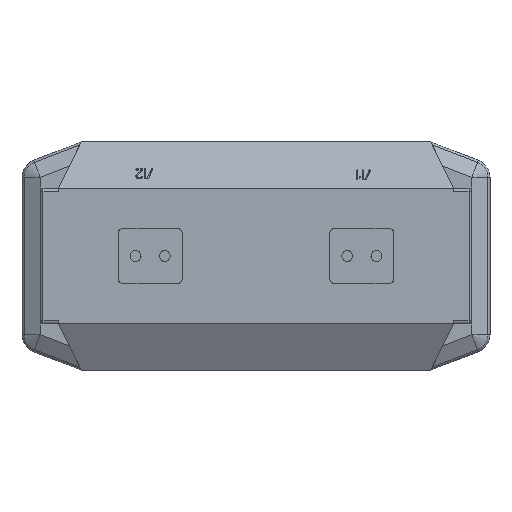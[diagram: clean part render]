
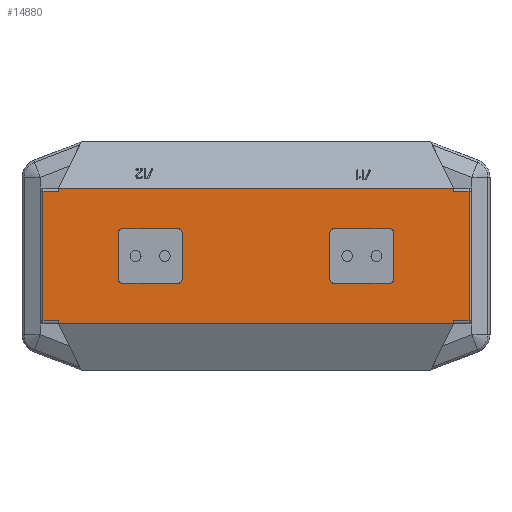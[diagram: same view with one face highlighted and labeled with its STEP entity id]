
A CAD part, front view. The second image highlights one B-rep face of the part: STEP entity #14880.
In plain terms, the highlighted planar face has unit normal (0, -1, 0).
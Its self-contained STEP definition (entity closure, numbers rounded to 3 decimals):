
#14880=ADVANCED_FACE('',(#33692,#33694,#33696),#33698,.T.);
#33692=FACE_BOUND('',#33693,.T.);
#33693=EDGE_LOOP('',(#49120,#49121,#49122,#49123,#49124,#49125,#49126,#49127,#49128,
#49129,#49130,#49131));
#33694=FACE_BOUND('',#33695,.T.);
#33695=EDGE_LOOP('',(#49132,#49133,#49134,#49135,#49136,#49137,#49138,#49139));
#33696=FACE_BOUND('',#33697,.T.);
#33697=EDGE_LOOP('',(#49140,#49141,#49142,#49143,#49144,#49145,#49146,#49147));
#33698=PLANE('',#33699);
#33699=AXIS2_PLACEMENT_3D('',#33700,#33701,#33702);
#33700=CARTESIAN_POINT('',(81.5,0.,-250.));
#33701=DIRECTION('',(0.,-1.,0.));
#33702=DIRECTION('',(0.,0.,1.));
#49120=ORIENTED_EDGE('',*,*,#58181,.T.);
#49121=ORIENTED_EDGE('',*,*,#58182,.T.);
#49122=ORIENTED_EDGE('',*,*,#58183,.T.);
#49123=ORIENTED_EDGE('',*,*,#58184,.F.);
#49124=ORIENTED_EDGE('',*,*,#54978,.T.);
#49125=ORIENTED_EDGE('',*,*,#58185,.F.);
#49126=ORIENTED_EDGE('',*,*,#58186,.T.);
#49127=ORIENTED_EDGE('',*,*,#58187,.T.);
#49128=ORIENTED_EDGE('',*,*,#58188,.T.);
#49129=ORIENTED_EDGE('',*,*,#58189,.F.);
#49130=ORIENTED_EDGE('',*,*,#54869,.T.);
#49131=ORIENTED_EDGE('',*,*,#58180,.F.);
#49132=ORIENTED_EDGE('',*,*,#58190,.F.);
#49133=ORIENTED_EDGE('',*,*,#58191,.F.);
#49134=ORIENTED_EDGE('',*,*,#58192,.F.);
#49135=ORIENTED_EDGE('',*,*,#58193,.F.);
#49136=ORIENTED_EDGE('',*,*,#58194,.F.);
#49137=ORIENTED_EDGE('',*,*,#58195,.F.);
#49138=ORIENTED_EDGE('',*,*,#58196,.F.);
#49139=ORIENTED_EDGE('',*,*,#58197,.F.);
#49140=ORIENTED_EDGE('',*,*,#58198,.F.);
#49141=ORIENTED_EDGE('',*,*,#58199,.F.);
#49142=ORIENTED_EDGE('',*,*,#58200,.F.);
#49143=ORIENTED_EDGE('',*,*,#58201,.F.);
#49144=ORIENTED_EDGE('',*,*,#58202,.F.);
#49145=ORIENTED_EDGE('',*,*,#58203,.F.);
#49146=ORIENTED_EDGE('',*,*,#58204,.F.);
#49147=ORIENTED_EDGE('',*,*,#58205,.F.);
#54869=EDGE_CURVE('',#62543,#62540,#62544,.F.);
#54978=EDGE_CURVE('',#62727,#62724,#62728,.F.);
#58180=EDGE_CURVE('',#67662,#62540,#67664,.T.);
#58181=EDGE_CURVE('',#67662,#67665,#67666,.F.);
#58182=EDGE_CURVE('',#67665,#67667,#67668,.F.);
#58183=EDGE_CURVE('',#67667,#67669,#67670,.F.);
#58184=EDGE_CURVE('',#62727,#67669,#67671,.F.);
#58185=EDGE_CURVE('',#67672,#62724,#67673,.T.);
#58186=EDGE_CURVE('',#67672,#67674,#67675,.F.);
#58187=EDGE_CURVE('',#67674,#67676,#67677,.F.);
#58188=EDGE_CURVE('',#67676,#67678,#67679,.F.);
#58189=EDGE_CURVE('',#62543,#67678,#67680,.F.);
#58190=EDGE_CURVE('',#67681,#67682,#67683,.T.);
#58191=EDGE_CURVE('',#67684,#67681,#67685,.T.);
#58192=EDGE_CURVE('',#67686,#67684,#67687,.T.);
#58193=EDGE_CURVE('',#67688,#67686,#67689,.T.);
#58194=EDGE_CURVE('',#67690,#67688,#67691,.T.);
#58195=EDGE_CURVE('',#67692,#67690,#67693,.T.);
#58196=EDGE_CURVE('',#67694,#67692,#67695,.T.);
#58197=EDGE_CURVE('',#67682,#67694,#67696,.T.);
#58198=EDGE_CURVE('',#67697,#67698,#67699,.T.);
#58199=EDGE_CURVE('',#67700,#67697,#67701,.T.);
#58200=EDGE_CURVE('',#67702,#67700,#67703,.T.);
#58201=EDGE_CURVE('',#67704,#67702,#67705,.T.);
#58202=EDGE_CURVE('',#67706,#67704,#67707,.T.);
#58203=EDGE_CURVE('',#67708,#67706,#67709,.T.);
#58204=EDGE_CURVE('',#67710,#67708,#67711,.T.);
#58205=EDGE_CURVE('',#67698,#67710,#67712,.T.);
#62540=VERTEX_POINT('',#77314);
#62543=VERTEX_POINT('',#77321);
#62544=LINE('',#77322,#77323);
#62724=VERTEX_POINT('',#77805);
#62727=VERTEX_POINT('',#77812);
#62728=LINE('',#77813,#77814);
#67662=VERTEX_POINT('',#90354);
#67664=LINE('',#90359,#90360);
#67665=VERTEX_POINT('',#90362);
#67666=LINE('',#90363,#90364);
#67667=VERTEX_POINT('',#90366);
#67668=LINE('',#90367,#90368);
#67669=VERTEX_POINT('',#90370);
#67670=LINE('',#90371,#90372);
#67671=LINE('',#90374,#90375);
#67672=VERTEX_POINT('',#90377);
#67673=LINE('',#90378,#90379);
#67674=VERTEX_POINT('',#90381);
#67675=LINE('',#90382,#90383);
#67676=VERTEX_POINT('',#90385);
#67677=LINE('',#90386,#90387);
#67678=VERTEX_POINT('',#90389);
#67679=LINE('',#90390,#90391);
#67680=LINE('',#90393,#90394);
#67681=VERTEX_POINT('',#90396);
#67682=VERTEX_POINT('',#90397);
#67683=CIRCLE('',#90398,5.);
#67684=VERTEX_POINT('',#90402);
#67685=LINE('',#90403,#90404);
#67686=VERTEX_POINT('',#90406);
#67687=CIRCLE('',#90407,5.);
#67688=VERTEX_POINT('',#90411);
#67689=LINE('',#90412,#90413);
#67690=VERTEX_POINT('',#90415);
#67691=CIRCLE('',#90416,5.);
#67692=VERTEX_POINT('',#90420);
#67693=LINE('',#90421,#90422);
#67694=VERTEX_POINT('',#90424);
#67695=CIRCLE('',#90425,5.);
#67696=LINE('',#90429,#90430);
#67697=VERTEX_POINT('',#90432);
#67698=VERTEX_POINT('',#90433);
#67699=LINE('',#90434,#90435);
#67700=VERTEX_POINT('',#90437);
#67701=CIRCLE('',#90438,5.);
#67702=VERTEX_POINT('',#90442);
#67703=LINE('',#90443,#90444);
#67704=VERTEX_POINT('',#90446);
#67705=CIRCLE('',#90447,5.);
#67706=VERTEX_POINT('',#90451);
#67707=LINE('',#90452,#90453);
#67708=VERTEX_POINT('',#90455);
#67709=CIRCLE('',#90456,5.);
#67710=VERTEX_POINT('',#90460);
#67711=LINE('',#90461,#90462);
#67712=CIRCLE('',#90464,5.);
#77314=CARTESIAN_POINT('',(41.5,0.,-199.));
#77321=CARTESIAN_POINT('',(-391.5,0.,-199.));
#77322=CARTESIAN_POINT('',(41.5,0.,-199.));
#77323=VECTOR('',#77324,1.);
#77324=DIRECTION('',(-1.,0.,0.));
#77805=CARTESIAN_POINT('',(-391.5,0.,-51.));
#77812=CARTESIAN_POINT('',(41.5,0.,-51.));
#77813=CARTESIAN_POINT('',(-391.5,0.,-51.));
#77814=VECTOR('',#77815,1.);
#77815=DIRECTION('',(1.,0.,0.));
#90354=CARTESIAN_POINT('',(41.5,0.,-196.));
#90359=CARTESIAN_POINT('',(41.5,0.,-196.));
#90360=VECTOR('',#90361,1.);
#90361=DIRECTION('',(0.,0.,-1.));
#90362=CARTESIAN_POINT('',(58.5,0.,-196.));
#90363=CARTESIAN_POINT('',(58.5,0.,-196.));
#90364=VECTOR('',#90365,1.);
#90365=DIRECTION('',(-1.,0.,0.));
#90366=CARTESIAN_POINT('',(58.5,0.,-54.));
#90367=CARTESIAN_POINT('',(58.5,0.,-54.));
#90368=VECTOR('',#90369,1.);
#90369=DIRECTION('',(0.,0.,-1.));
#90370=CARTESIAN_POINT('',(41.5,0.,-54.));
#90371=CARTESIAN_POINT('',(41.5,0.,-54.));
#90372=VECTOR('',#90373,1.);
#90373=DIRECTION('',(1.,0.,0.));
#90374=CARTESIAN_POINT('',(41.5,0.,-54.));
#90375=VECTOR('',#90376,1.);
#90376=DIRECTION('',(0.,0.,1.));
#90377=CARTESIAN_POINT('',(-391.5,0.,-54.));
#90378=CARTESIAN_POINT('',(-391.5,0.,-54.));
#90379=VECTOR('',#90380,1.);
#90380=DIRECTION('',(0.,0.,1.));
#90381=CARTESIAN_POINT('',(-408.5,0.,-54.));
#90382=CARTESIAN_POINT('',(-408.5,0.,-54.));
#90383=VECTOR('',#90384,1.);
#90384=DIRECTION('',(1.,0.,0.));
#90385=CARTESIAN_POINT('',(-408.5,0.,-196.));
#90386=CARTESIAN_POINT('',(-408.5,0.,-196.));
#90387=VECTOR('',#90388,1.);
#90388=DIRECTION('',(0.,0.,1.));
#90389=CARTESIAN_POINT('',(-391.5,0.,-196.));
#90390=CARTESIAN_POINT('',(-391.5,0.,-196.));
#90391=VECTOR('',#90392,1.);
#90392=DIRECTION('',(-1.,0.,0.));
#90393=CARTESIAN_POINT('',(-391.5,0.,-196.));
#90394=VECTOR('',#90395,1.);
#90395=DIRECTION('',(0.,0.,-1.));
#90396=CARTESIAN_POINT('',(-89.,0.,-95.));
#90397=CARTESIAN_POINT('',(-94.,0.,-100.));
#90398=AXIS2_PLACEMENT_3D('',#90399,#90400,#90401);
#90399=CARTESIAN_POINT('',(-89.,0.,-100.));
#90400=DIRECTION('',(0.,-1.,0.));
#90401=DIRECTION('',(0.,0.,1.));
#90402=CARTESIAN_POINT('',(-29.,0.,-95.));
#90403=CARTESIAN_POINT('',(-29.,0.,-95.));
#90404=VECTOR('',#90405,1.);
#90405=DIRECTION('',(-1.,0.,0.));
#90406=CARTESIAN_POINT('',(-24.,0.,-100.));
#90407=AXIS2_PLACEMENT_3D('',#90408,#90409,#90410);
#90408=CARTESIAN_POINT('',(-29.,0.,-100.));
#90409=DIRECTION('',(0.,-1.,0.));
#90410=DIRECTION('',(1.,0.,0.));
#90411=CARTESIAN_POINT('',(-24.,0.,-150.));
#90412=CARTESIAN_POINT('',(-24.,0.,-150.));
#90413=VECTOR('',#90414,1.);
#90414=DIRECTION('',(0.,0.,1.));
#90415=CARTESIAN_POINT('',(-29.,0.,-155.));
#90416=AXIS2_PLACEMENT_3D('',#90417,#90418,#90419);
#90417=CARTESIAN_POINT('',(-29.,0.,-150.));
#90418=DIRECTION('',(0.,-1.,-0.));
#90419=DIRECTION('',(0.,0.,-1.));
#90420=CARTESIAN_POINT('',(-89.,0.,-155.));
#90421=CARTESIAN_POINT('',(-89.,0.,-155.));
#90422=VECTOR('',#90423,1.);
#90423=DIRECTION('',(1.,0.,0.));
#90424=CARTESIAN_POINT('',(-94.,0.,-150.));
#90425=AXIS2_PLACEMENT_3D('',#90426,#90427,#90428);
#90426=CARTESIAN_POINT('',(-89.,0.,-150.));
#90427=DIRECTION('',(-0.,-1.,0.));
#90428=DIRECTION('',(-1.,0.,0.));
#90429=CARTESIAN_POINT('',(-94.,0.,-100.));
#90430=VECTOR('',#90431,1.);
#90431=DIRECTION('',(0.,0.,-1.));
#90432=CARTESIAN_POINT('',(-326.,0.,-100.));
#90433=CARTESIAN_POINT('',(-326.,0.,-150.));
#90434=CARTESIAN_POINT('',(-326.,0.,-100.));
#90435=VECTOR('',#90436,1.);
#90436=DIRECTION('',(0.,0.,-1.));
#90437=CARTESIAN_POINT('',(-321.,0.,-95.));
#90438=AXIS2_PLACEMENT_3D('',#90439,#90440,#90441);
#90439=CARTESIAN_POINT('',(-321.,0.,-100.));
#90440=DIRECTION('',(0.,-1.,0.));
#90441=DIRECTION('',(0.,0.,1.));
#90442=CARTESIAN_POINT('',(-261.,0.,-95.));
#90443=CARTESIAN_POINT('',(-261.,0.,-95.));
#90444=VECTOR('',#90445,1.);
#90445=DIRECTION('',(-1.,0.,0.));
#90446=CARTESIAN_POINT('',(-256.,0.,-100.));
#90447=AXIS2_PLACEMENT_3D('',#90448,#90449,#90450);
#90448=CARTESIAN_POINT('',(-261.,0.,-100.));
#90449=DIRECTION('',(0.,-1.,0.));
#90450=DIRECTION('',(1.,0.,0.));
#90451=CARTESIAN_POINT('',(-256.,0.,-150.));
#90452=CARTESIAN_POINT('',(-256.,0.,-150.));
#90453=VECTOR('',#90454,1.);
#90454=DIRECTION('',(0.,0.,1.));
#90455=CARTESIAN_POINT('',(-261.,0.,-155.));
#90456=AXIS2_PLACEMENT_3D('',#90457,#90458,#90459);
#90457=CARTESIAN_POINT('',(-261.,0.,-150.));
#90458=DIRECTION('',(0.,-1.,-0.));
#90459=DIRECTION('',(0.,0.,-1.));
#90460=CARTESIAN_POINT('',(-321.,0.,-155.));
#90461=CARTESIAN_POINT('',(-321.,0.,-155.));
#90462=VECTOR('',#90463,1.);
#90463=DIRECTION('',(1.,0.,0.));
#90464=AXIS2_PLACEMENT_3D('',#90465,#90466,#90467);
#90465=CARTESIAN_POINT('',(-321.,0.,-150.));
#90466=DIRECTION('',(-0.,-1.,0.));
#90467=DIRECTION('',(-1.,0.,0.));
